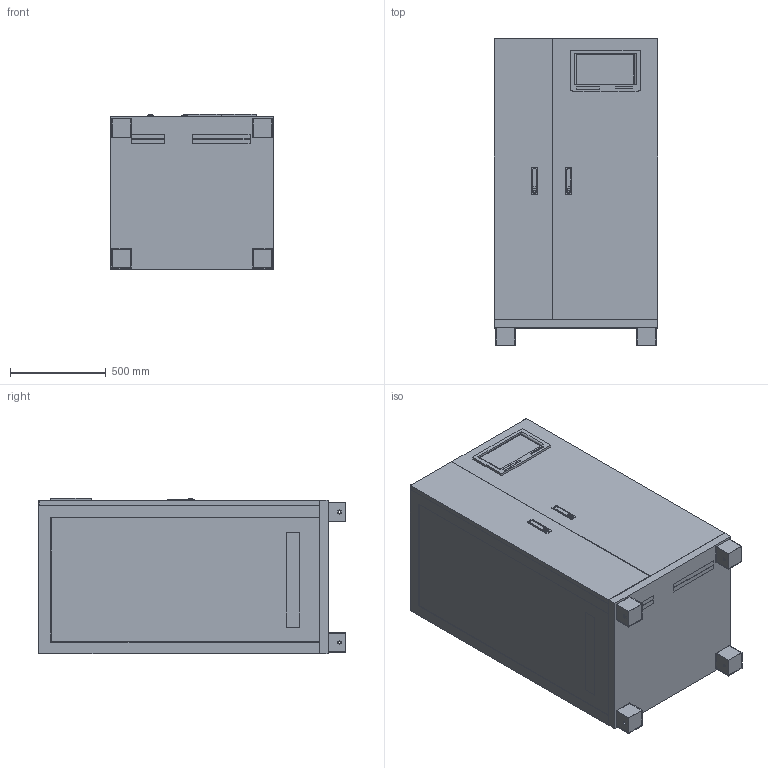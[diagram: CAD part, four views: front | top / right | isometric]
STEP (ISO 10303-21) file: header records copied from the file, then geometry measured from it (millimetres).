
FILE_DESCRIPTION (( 'STEP AP214' ), '1' );
FILE_NAME ('A550.STEP', '2025-09-12T18:29:57', ( '' ), ( '' ), 'SwSTEP 2.0', 'SolidWorks 2016', '' );
FILE_SCHEMA (( 'AUTOMOTIVE_DESIGN' ));
Length unit declared in the file: inch
Products named in the file (5): ADisplaly; ABase550; A550; A550 Item 1; ALock
Assembly tree (5 placements, depth 2):
  A550
    ABase550
    A550 Item 1
    ADisplaly
    ALock  x2
Bounding box: 855 x 1603 x 812.7 mm (x, y, z)
Volume: 1031852459.9 mm3; surface area: 8839838.2 mm2
Topology: 5 solids, 5 shells, 361 faces, 897 edges, 596 vertices
Faces by surface type: plane 284, cylinder 77
Entity records: 9638 total; most frequent: CARTESIAN_POINT 1645, ORIENTED_EDGE 1584, DIRECTION 1570, EDGE_CURVE 792, VECTOR 668, LINE 668, VERTEX_POINT 526, AXIS2_PLACEMENT_3D 451
